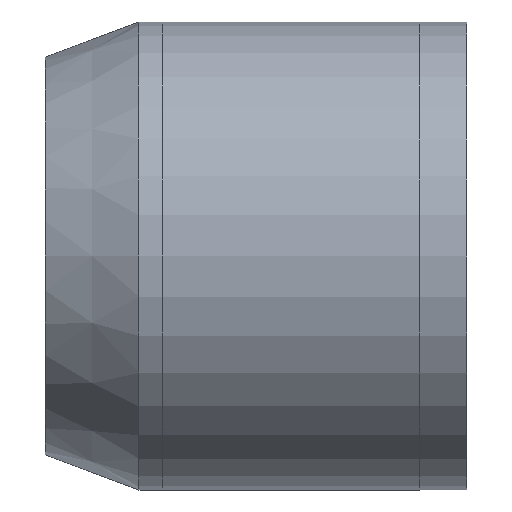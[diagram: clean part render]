
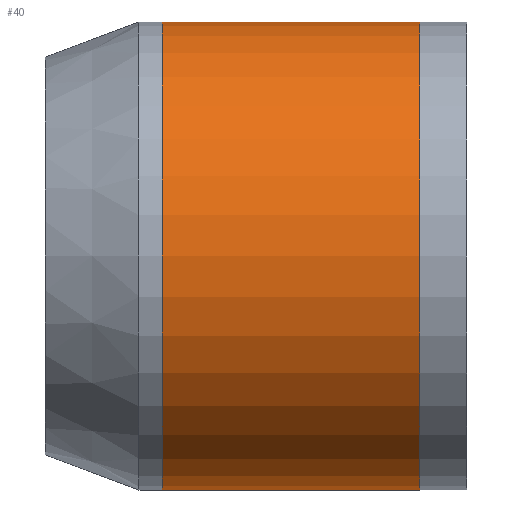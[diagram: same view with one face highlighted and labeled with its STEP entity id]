
A CAD part, front view. The second image highlights one B-rep face of the part: STEP entity #40.
In plain terms, the highlighted cylindrical face has radius 10 mm (diameter 20 mm), a partial arc.
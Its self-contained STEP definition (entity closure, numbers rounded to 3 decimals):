
#1 = CYLINDRICAL_SURFACE ( 'NONE', #396, 10. ) ;
#40 = ADVANCED_FACE ( 'NONE', ( #44 ), #1, .T. ) ;
#44 = FACE_OUTER_BOUND ( 'NONE', #413, .T. ) ;
#51 = CIRCLE ( 'NONE', #145, 10. ) ;
#52 = CARTESIAN_POINT ( 'NONE',  ( 152.593, 0., -10. ) ) ;
#56 = DIRECTION ( 'NONE',  ( 1., 0., 0. ) ) ;
#63 = LINE ( 'NONE', #324, #332 ) ;
#128 = CARTESIAN_POINT ( 'NONE',  ( 141.593, 0., -10. ) ) ;
#144 = VECTOR ( 'NONE', #576, 1000. ) ;
#145 = AXIS2_PLACEMENT_3D ( 'NONE', #550, #193, #285 ) ;
#151 = ORIENTED_EDGE ( 'NONE', *, *, #218, .F. ) ;
#173 = CARTESIAN_POINT ( 'NONE',  ( 147.093, 0., 0. ) ) ;
#193 = DIRECTION ( 'NONE',  ( 1., 0., 0. ) ) ;
#216 = DIRECTION ( 'NONE',  ( 1., 0., 0. ) ) ;
#218 = EDGE_CURVE ( 'NONE', #398, #298, #262, .T. ) ;
#231 = ORIENTED_EDGE ( 'NONE', *, *, #325, .F. ) ;
#262 = LINE ( 'NONE', #356, #144 ) ;
#264 = CARTESIAN_POINT ( 'NONE',  ( 152.593, 0., 10. ) ) ;
#270 = VERTEX_POINT ( 'NONE', #52 ) ;
#276 = ORIENTED_EDGE ( 'NONE', *, *, #399, .T. ) ;
#277 = DIRECTION ( 'NONE',  ( 1., 0., 0. ) ) ;
#285 = DIRECTION ( 'NONE',  ( 0., 0., 1. ) ) ;
#298 = VERTEX_POINT ( 'NONE', #264 ) ;
#321 = AXIS2_PLACEMENT_3D ( 'NONE', #438, #216, #531 ) ;
#324 = CARTESIAN_POINT ( 'NONE',  ( 147.093, 0., -10. ) ) ;
#325 = EDGE_CURVE ( 'NONE', #298, #270, #452, .T. ) ;
#328 = DIRECTION ( 'NONE',  ( 0., 0., 1. ) ) ;
#329 = CARTESIAN_POINT ( 'NONE',  ( 141.593, 0., 10. ) ) ;
#332 = VECTOR ( 'NONE', #56, 1000. ) ;
#344 = VERTEX_POINT ( 'NONE', #128 ) ;
#356 = CARTESIAN_POINT ( 'NONE',  ( 147.093, 0., 10. ) ) ;
#368 = ORIENTED_EDGE ( 'NONE', *, *, #480, .T. ) ;
#396 = AXIS2_PLACEMENT_3D ( 'NONE', #173, #277, #328 ) ;
#398 = VERTEX_POINT ( 'NONE', #329 ) ;
#399 = EDGE_CURVE ( 'NONE', #344, #270, #63, .T. ) ;
#413 = EDGE_LOOP ( 'NONE', ( #368, #276, #231, #151 ) ) ;
#438 = CARTESIAN_POINT ( 'NONE',  ( 152.593, 0., 0. ) ) ;
#452 = CIRCLE ( 'NONE', #321, 10. ) ;
#480 = EDGE_CURVE ( 'NONE', #398, #344, #51, .T. ) ;
#531 = DIRECTION ( 'NONE',  ( 0., 0., 1. ) ) ;
#550 = CARTESIAN_POINT ( 'NONE',  ( 141.593, 0., 0. ) ) ;
#576 = DIRECTION ( 'NONE',  ( 1., 0., 0. ) ) ;
